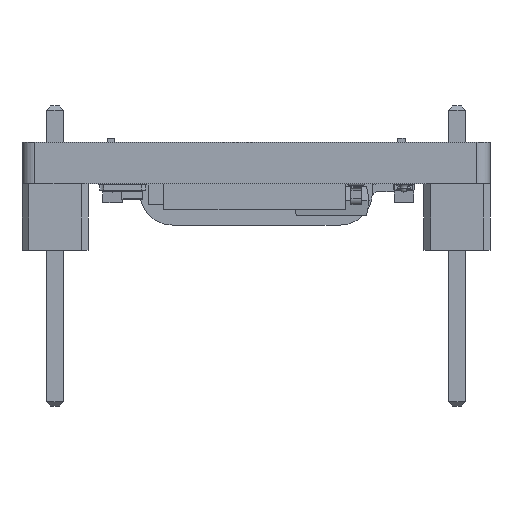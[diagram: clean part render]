
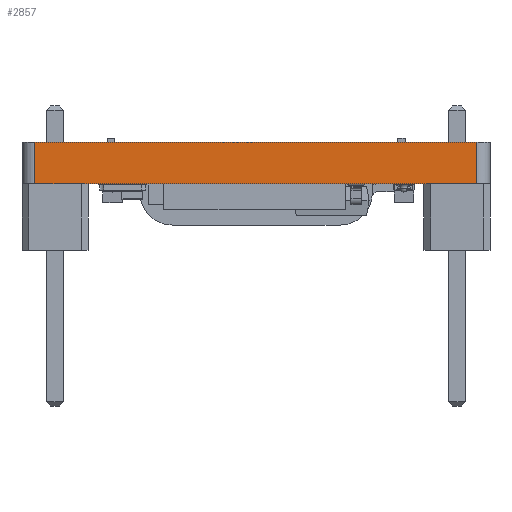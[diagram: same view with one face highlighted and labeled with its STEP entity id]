
A CAD part, front view. The second image highlights one B-rep face of the part: STEP entity #2857.
In plain terms, the highlighted planar face has unit normal (0, -1, 0).
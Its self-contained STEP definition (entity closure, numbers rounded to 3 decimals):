
#1214=CARTESIAN_POINT('',(-8.5,-16.5,1.6));
#1215=VERTEX_POINT('',#1214);
#1223=CARTESIAN_POINT('',(8.5,-16.5,1.6));
#1224=VERTEX_POINT('',#1223);
#1225=CARTESIAN_POINT('',(8.5,-16.5,1.6));
#1226=DIRECTION('',(-1.,0.,-0.));
#1227=VECTOR('',#1226,17.);
#1228=LINE('',#1225,#1227);
#1229=EDGE_CURVE('',#1224,#1215,#1228,.T.);
#1577=CARTESIAN_POINT('',(8.5,-16.5,0.));
#1578=VERTEX_POINT('',#1577);
#1586=CARTESIAN_POINT('',(-8.5,-16.5,-0.));
#1587=VERTEX_POINT('',#1586);
#1588=CARTESIAN_POINT('',(8.5,-16.5,0.));
#1589=DIRECTION('',(-1.,0.,-0.));
#1590=VECTOR('',#1589,17.);
#1591=LINE('',#1588,#1590);
#1592=EDGE_CURVE('',#1578,#1587,#1591,.T.);
#2836=CARTESIAN_POINT('',(-0.,-16.5,1.6));
#2837=DIRECTION('',(0.,-1.,0.));
#2838=DIRECTION('',(-0.,0.,1.));
#2839=AXIS2_PLACEMENT_3D('',#2836,#2837,#2838);
#2840=PLANE('',#2839);
#2841=ORIENTED_EDGE('',*,*,#1229,.T.);
#2842=CARTESIAN_POINT('',(-8.5,-16.5,1.6));
#2843=DIRECTION('',(0.,-0.,-1.));
#2844=VECTOR('',#2843,1.6);
#2845=LINE('',#2842,#2844);
#2846=EDGE_CURVE('',#1215,#1587,#2845,.T.);
#2847=ORIENTED_EDGE('',*,*,#2846,.T.);
#2848=ORIENTED_EDGE('',*,*,#1592,.F.);
#2849=CARTESIAN_POINT('',(8.5,-16.5,0.));
#2850=DIRECTION('',(-0.,0.,1.));
#2851=VECTOR('',#2850,1.6);
#2852=LINE('',#2849,#2851);
#2853=EDGE_CURVE('',#1578,#1224,#2852,.T.);
#2854=ORIENTED_EDGE('',*,*,#2853,.T.);
#2855=EDGE_LOOP('',(#2841,#2847,#2848,#2854));
#2856=FACE_BOUND('',#2855,.T.);
#2857=ADVANCED_FACE('',(#2856),#2840,.T.);
